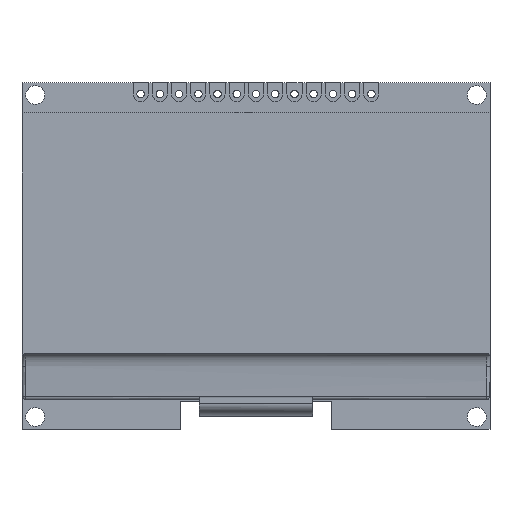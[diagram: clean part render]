
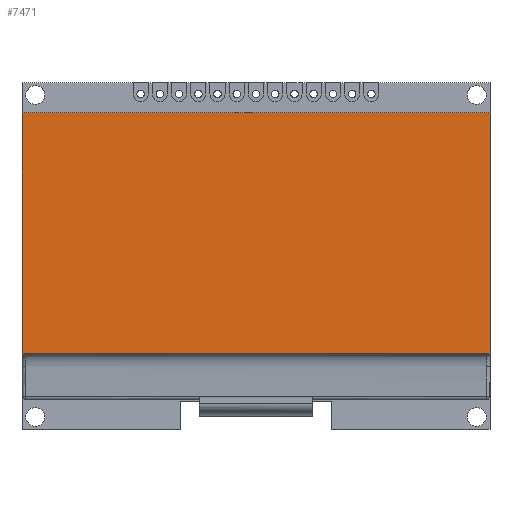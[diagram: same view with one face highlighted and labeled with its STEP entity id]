
A CAD part, top view. The second image highlights one B-rep face of the part: STEP entity #7471.
In plain terms, the highlighted planar face has unit normal (0, 0, 1).
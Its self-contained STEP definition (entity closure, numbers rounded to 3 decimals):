
#305=PLANE('',#8092);
#630=FACE_OUTER_BOUND('',#1100,.T.);
#1100=EDGE_LOOP('',(#5239,#5240,#5241,#5242));
#1614=LINE('',#11062,#2386);
#1617=LINE('',#11068,#2389);
#1620=LINE('',#11074,#2392);
#1623=LINE('',#11078,#2395);
#2386=VECTOR('',#8923,10.);
#2389=VECTOR('',#8928,10.);
#2392=VECTOR('',#8933,10.);
#2395=VECTOR('',#8938,10.);
#3393=VERTEX_POINT('',#11059);
#3394=VERTEX_POINT('',#11061);
#3396=VERTEX_POINT('',#11067);
#3398=VERTEX_POINT('',#11073);
#4094=EDGE_CURVE('',#3394,#3393,#1614,.T.);
#4097=EDGE_CURVE('',#3396,#3394,#1617,.T.);
#4100=EDGE_CURVE('',#3398,#3396,#1620,.T.);
#4103=EDGE_CURVE('',#3393,#3398,#1623,.T.);
#5239=ORIENTED_EDGE('',*,*,#4103,.T.);
#5240=ORIENTED_EDGE('',*,*,#4100,.T.);
#5241=ORIENTED_EDGE('',*,*,#4097,.T.);
#5242=ORIENTED_EDGE('',*,*,#4094,.T.);
#7471=ADVANCED_FACE('',(#630),#305,.T.);
#8092=AXIS2_PLACEMENT_3D('',#11079,#8939,#8940);
#8923=DIRECTION('',(0.,-1.,0.));
#8928=DIRECTION('',(-1.,0.,0.));
#8933=DIRECTION('',(0.,1.,0.));
#8938=DIRECTION('',(1.,0.,0.));
#8939=DIRECTION('center_axis',(0.,0.,1.));
#8940=DIRECTION('ref_axis',(1.,0.,0.));
#11059=CARTESIAN_POINT('',(-30.9,-12.9,6.7));
#11061=CARTESIAN_POINT('',(-30.9,18.9,6.7));
#11062=CARTESIAN_POINT('',(-30.9,18.9,6.7));
#11067=CARTESIAN_POINT('',(30.9,18.9,6.7));
#11068=CARTESIAN_POINT('',(30.9,18.9,6.7));
#11073=CARTESIAN_POINT('',(30.9,-12.9,6.7));
#11074=CARTESIAN_POINT('',(30.9,-18.9,6.7));
#11078=CARTESIAN_POINT('',(-30.9,-12.9,6.7));
#11079=CARTESIAN_POINT('Origin',(0.,3.,6.7));
